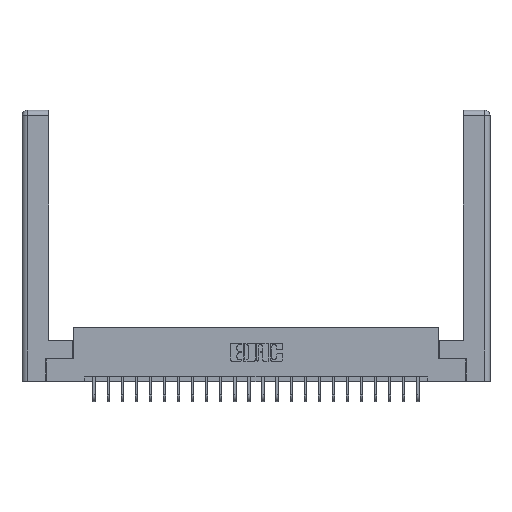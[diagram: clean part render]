
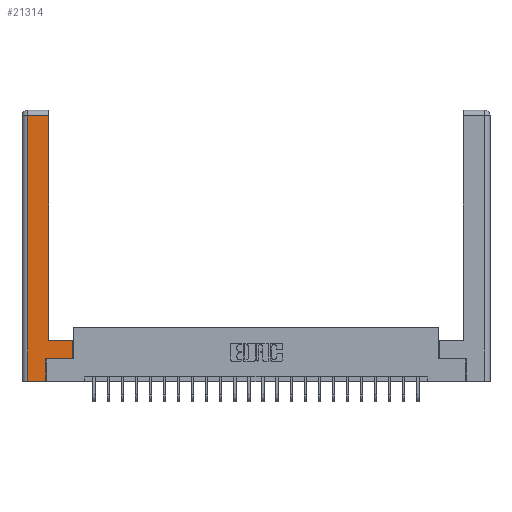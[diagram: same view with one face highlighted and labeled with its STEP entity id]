
A CAD part, top view. The second image highlights one B-rep face of the part: STEP entity #21314.
In plain terms, the highlighted planar face has unit normal (0, 0, 1).
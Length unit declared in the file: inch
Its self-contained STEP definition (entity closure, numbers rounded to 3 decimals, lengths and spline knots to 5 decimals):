
#100 = EDGE_CURVE ( 'NONE', #19229, #7345, #19074, .T. ) ;
#570 = DIRECTION ( 'NONE',  ( -1., 0., 0. ) ) ;
#614 = DIRECTION ( 'NONE',  ( 1., 0., 0. ) ) ;
#2328 = ORIENTED_EDGE ( 'NONE', *, *, #12127, .T. ) ;
#2600 = CARTESIAN_POINT ( 'NONE',  ( 0.295, 0.45, 0. ) ) ;
#2704 = VERTEX_POINT ( 'NONE', #21524 ) ;
#3044 = ORIENTED_EDGE ( 'NONE', *, *, #13508, .T. ) ;
#3622 = DIRECTION ( 'NONE',  ( -1., 0., 0. ) ) ;
#3697 = LINE ( 'NONE', #7117, #17737 ) ;
#3859 = EDGE_CURVE ( 'NONE', #13891, #8329, #21699, .T. ) ;
#3863 = EDGE_CURVE ( 'NONE', #8329, #19229, #14950, .T. ) ;
#4485 = DIRECTION ( 'NONE',  ( 0., -1., 0. ) ) ;
#5468 = DIRECTION ( 'NONE',  ( -1., 0., 0. ) ) ;
#5853 = VERTEX_POINT ( 'NONE', #25041 ) ;
#5958 = VECTOR ( 'NONE', #614, 39.37008 ) ;
#7099 = DIRECTION ( 'NONE',  ( 1., 0., 0. ) ) ;
#7117 = CARTESIAN_POINT ( 'NONE',  ( 0.295, 3., 0. ) ) ;
#7345 = VERTEX_POINT ( 'NONE', #10761 ) ;
#7755 = VECTOR ( 'NONE', #570, 39.37008 ) ;
#8329 = VERTEX_POINT ( 'NONE', #21416 ) ;
#9540 = ORIENTED_EDGE ( 'NONE', *, *, #3859, .T. ) ;
#9578 = VECTOR ( 'NONE', #3622, 39.37008 ) ;
#9715 = EDGE_CURVE ( 'NONE', #2704, #12290, #21217, .T. ) ;
#9993 = EDGE_LOOP ( 'NONE', ( #15273, #13726, #3044, #9540, #22344, #19038, #2328, #16172 ) ) ;
#10761 = CARTESIAN_POINT ( 'NONE',  ( 0.565, 0.245, 0. ) ) ;
#11038 = DIRECTION ( 'NONE',  ( 0., 1., 0. ) ) ;
#12025 = LINE ( 'NONE', #21972, #7755 ) ;
#12127 = EDGE_CURVE ( 'NONE', #7345, #2704, #18926, .T. ) ;
#12235 = CARTESIAN_POINT ( 'NONE',  ( 0.0615, 0., 0. ) ) ;
#12290 = VERTEX_POINT ( 'NONE', #2600 ) ;
#13208 = PLANE ( 'NONE',  #17699 ) ;
#13508 = EDGE_CURVE ( 'NONE', #5853, #13891, #13588, .T. ) ;
#13588 = LINE ( 'NONE', #12235, #15128 ) ;
#13726 = ORIENTED_EDGE ( 'NONE', *, *, #15044, .T. ) ;
#13891 = VERTEX_POINT ( 'NONE', #19903 ) ;
#13917 = CARTESIAN_POINT ( 'NONE',  ( 0.295, 2.94, 0. ) ) ;
#14950 = LINE ( 'NONE', #18808, #22919 ) ;
#15044 = EDGE_CURVE ( 'NONE', #19178, #5853, #12025, .T. ) ;
#15128 = VECTOR ( 'NONE', #4485, 39.37008 ) ;
#15205 = CARTESIAN_POINT ( 'NONE',  ( 0., 0., 0. ) ) ;
#15273 = ORIENTED_EDGE ( 'NONE', *, *, #19358, .T. ) ;
#15864 = VECTOR ( 'NONE', #21457, 39.37008 ) ;
#16172 = ORIENTED_EDGE ( 'NONE', *, *, #9715, .T. ) ;
#16785 = VECTOR ( 'NONE', #7099, 39.37008 ) ;
#17149 = DIRECTION ( 'NONE',  ( 0., 0., -1. ) ) ;
#17699 = AXIS2_PLACEMENT_3D ( 'NONE', #15205, #17149, #5468 ) ;
#17737 = VECTOR ( 'NONE', #20882, 39.37008 ) ;
#18808 = CARTESIAN_POINT ( 'NONE',  ( 0.265, 0.245, 0. ) ) ;
#18926 = LINE ( 'NONE', #21281, #15864 ) ;
#19038 = ORIENTED_EDGE ( 'NONE', *, *, #100, .T. ) ;
#19074 = LINE ( 'NONE', #22180, #5958 ) ;
#19178 = VERTEX_POINT ( 'NONE', #13917 ) ;
#19229 = VERTEX_POINT ( 'NONE', #21713 ) ;
#19358 = EDGE_CURVE ( 'NONE', #12290, #19178, #3697, .T. ) ;
#19903 = CARTESIAN_POINT ( 'NONE',  ( 0.0615, 0., 0. ) ) ;
#20869 = CARTESIAN_POINT ( 'NONE',  ( 0.265, 0., 0. ) ) ;
#20882 = DIRECTION ( 'NONE',  ( 0., 1., 0. ) ) ;
#21217 = LINE ( 'NONE', #23270, #9578 ) ;
#21281 = CARTESIAN_POINT ( 'NONE',  ( 0.565, 0.45, 0. ) ) ;
#21314 = ADVANCED_FACE ( 'NONE', ( #23806 ), #13208, .F. ) ;
#21416 = CARTESIAN_POINT ( 'NONE',  ( 0.265, 0., 0. ) ) ;
#21457 = DIRECTION ( 'NONE',  ( 0., 1., 0. ) ) ;
#21524 = CARTESIAN_POINT ( 'NONE',  ( 0.565, 0.45, 0. ) ) ;
#21699 = LINE ( 'NONE', #20869, #16785 ) ;
#21713 = CARTESIAN_POINT ( 'NONE',  ( 0.265, 0.245, 0. ) ) ;
#21972 = CARTESIAN_POINT ( 'NONE',  ( 0.0615, 2.94, 0. ) ) ;
#22180 = CARTESIAN_POINT ( 'NONE',  ( 0.565, 0.245, 0. ) ) ;
#22344 = ORIENTED_EDGE ( 'NONE', *, *, #3863, .T. ) ;
#22919 = VECTOR ( 'NONE', #11038, 39.37008 ) ;
#23270 = CARTESIAN_POINT ( 'NONE',  ( 0.295, 0.45, 0. ) ) ;
#23806 = FACE_OUTER_BOUND ( 'NONE', #9993, .T. ) ;
#25041 = CARTESIAN_POINT ( 'NONE',  ( 0.0615, 2.94, 0. ) ) ;
